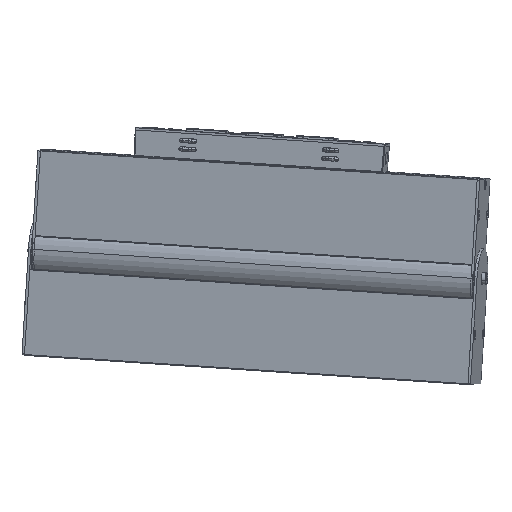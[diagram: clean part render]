
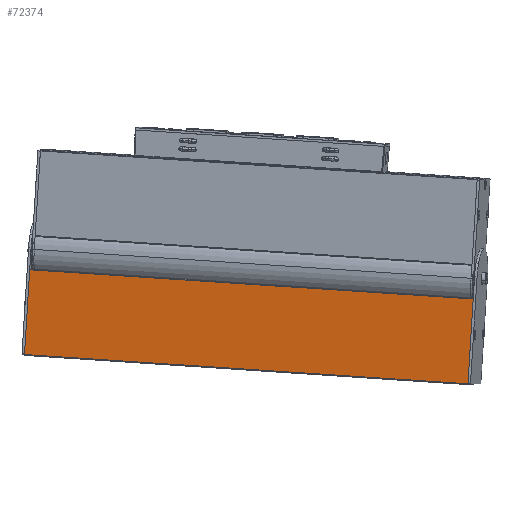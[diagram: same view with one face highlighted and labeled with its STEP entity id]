
A CAD part, top view. The second image highlights one B-rep face of the part: STEP entity #72374.
In plain terms, the highlighted face is planar.
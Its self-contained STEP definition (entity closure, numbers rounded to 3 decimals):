
#6195 = LINE ( 'NONE', #77185, #59723 ) ;
#9008 = CARTESIAN_POINT ( 'NONE',  ( 91.303, 22.192, 265. ) ) ;
#10017 = LINE ( 'NONE', #107688, #105093 ) ;
#13105 = ORIENTED_EDGE ( 'NONE', *, *, #42937, .T. ) ;
#15778 = EDGE_CURVE ( 'NONE', #115053, #62248, #61391, .T. ) ;
#18923 = EDGE_CURVE ( 'NONE', #29818, #23863, #6195, .T. ) ;
#23863 = VERTEX_POINT ( 'NONE', #45623 ) ;
#24038 = VECTOR ( 'NONE', #63997, 1000. ) ;
#28597 = DIRECTION ( 'NONE',  ( 0., 0., 1. ) ) ;
#29818 = VERTEX_POINT ( 'NONE', #111237 ) ;
#32189 = DIRECTION ( 'NONE',  ( 0., 1., 0. ) ) ;
#35379 = CARTESIAN_POINT ( 'NONE',  ( 91.303, 22.192, 265. ) ) ;
#38015 = ORIENTED_EDGE ( 'NONE', *, *, #99793, .F. ) ;
#38444 = VECTOR ( 'NONE', #98181, 1000. ) ;
#42937 = EDGE_CURVE ( 'NONE', #115053, #29818, #45640, .T. ) ;
#45623 = CARTESIAN_POINT ( 'NONE',  ( 91.303, 72.039, 0. ) ) ;
#45640 = LINE ( 'NONE', #107864, #24038 ) ;
#49546 = CARTESIAN_POINT ( 'NONE',  ( 91.303, 72.039, 265. ) ) ;
#59723 = VECTOR ( 'NONE', #32189, 1000. ) ;
#61391 = LINE ( 'NONE', #35379, #38444 ) ;
#62248 = VERTEX_POINT ( 'NONE', #49546 ) ;
#63997 = DIRECTION ( 'NONE',  ( 0., 0., -1. ) ) ;
#66443 = CARTESIAN_POINT ( 'NONE',  ( 91.303, 22.192, 265. ) ) ;
#72374 = ADVANCED_FACE ( 'NONE', ( #82478 ), #109180, .F. ) ;
#74157 = DIRECTION ( 'NONE',  ( -1., 0., 0. ) ) ;
#77185 = CARTESIAN_POINT ( 'NONE',  ( 91.303, 22.192, 0. ) ) ;
#80460 = DIRECTION ( 'NONE',  ( 0., 0., -1. ) ) ;
#82478 = FACE_OUTER_BOUND ( 'NONE', #113477, .T. ) ;
#87865 = ORIENTED_EDGE ( 'NONE', *, *, #15778, .F. ) ;
#91840 = ORIENTED_EDGE ( 'NONE', *, *, #18923, .T. ) ;
#98181 = DIRECTION ( 'NONE',  ( 0., 1., 0. ) ) ;
#99793 = EDGE_CURVE ( 'NONE', #62248, #23863, #10017, .T. ) ;
#105093 = VECTOR ( 'NONE', #80460, 1000. ) ;
#107688 = CARTESIAN_POINT ( 'NONE',  ( 91.303, 72.039, 265. ) ) ;
#107864 = CARTESIAN_POINT ( 'NONE',  ( 91.303, 22.192, 265. ) ) ;
#109180 = PLANE ( 'NONE',  #112647 ) ;
#111237 = CARTESIAN_POINT ( 'NONE',  ( 91.303, 22.192, 0. ) ) ;
#112647 = AXIS2_PLACEMENT_3D ( 'NONE', #66443, #74157, #28597 ) ;
#113477 = EDGE_LOOP ( 'NONE', ( #91840, #38015, #87865, #13105 ) ) ;
#115053 = VERTEX_POINT ( 'NONE', #9008 ) ;
